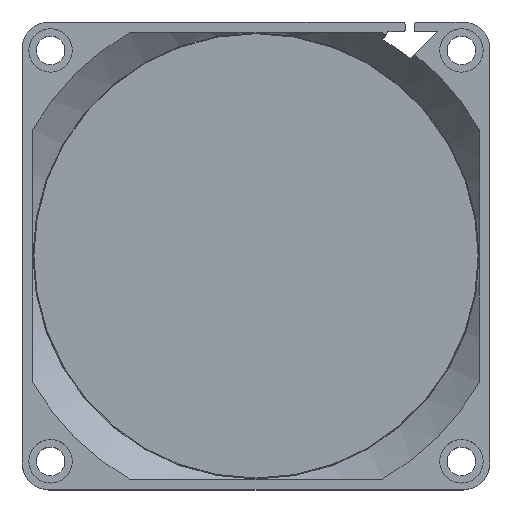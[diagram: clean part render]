
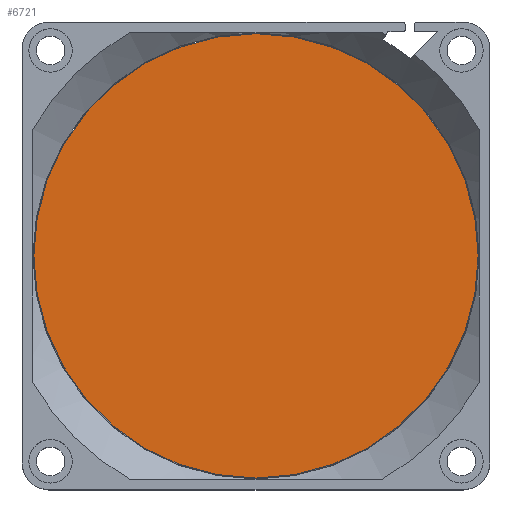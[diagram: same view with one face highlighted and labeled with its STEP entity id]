
A CAD part, top view. The second image highlights one B-rep face of the part: STEP entity #6721.
In plain terms, the highlighted planar face has unit normal (0, 0, 1).
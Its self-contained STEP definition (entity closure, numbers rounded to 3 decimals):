
#1487=CARTESIAN_POINT('',(0.,0.,0.));
#1488=DIRECTION('',(0.,0.,-1.));
#1489=DIRECTION('',(-1.,0.,0.));
#1490=AXIS2_PLACEMENT_3D('',#1487,#1488,#1489);
#1492=CARTESIAN_POINT('',(0.,0.,0.));
#1493=DIRECTION('',(0.,0.,-1.));
#1494=DIRECTION('',(1.,0.,0.));
#1495=AXIS2_PLACEMENT_3D('',#1492,#1493,#1494);
#3631=CARTESIAN_POINT('',(-33.25,0.,0.));
#3632=CARTESIAN_POINT('',(33.25,0.,0.));
#3633=VERTEX_POINT('',#3631);
#3634=VERTEX_POINT('',#3632);
#6712=CARTESIAN_POINT('',(0.,58.39,0.));
#6713=DIRECTION('',(0.,0.,-1.));
#6714=DIRECTION('',(-1.,0.,0.));
#6715=AXIS2_PLACEMENT_3D('',#6712,#6713,#6714);
#6716=PLANE('',#6715);
#6717=ORIENTED_EDGE('',*,*,#4777,.T.);
#6718=ORIENTED_EDGE('',*,*,#5345,.T.);
#6719=EDGE_LOOP('',(#6717,#6718));
#6720=FACE_OUTER_BOUND('',#6719,.F.);
#6721=ADVANCED_FACE('',(#6720),#6716,.F.);
#1491=CIRCLE('',#1490,33.25);
#1496=CIRCLE('',#1495,33.25);
#4777=EDGE_CURVE('',#3633,#3634,#1491,.T.);
#5345=EDGE_CURVE('',#3634,#3633,#1496,.T.);
